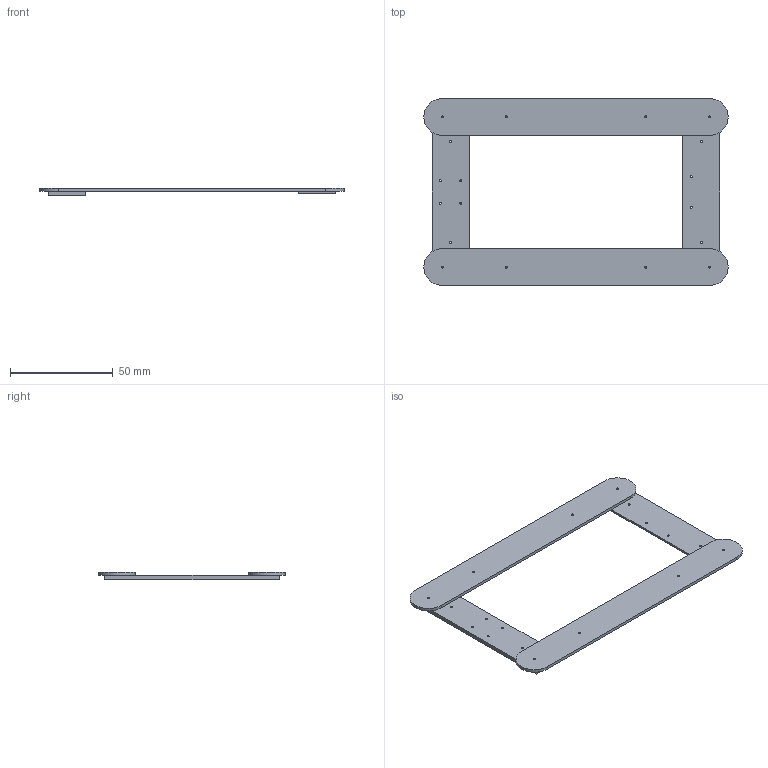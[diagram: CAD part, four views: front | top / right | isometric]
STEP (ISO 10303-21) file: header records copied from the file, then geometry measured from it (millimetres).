
FILE_DESCRIPTION(/* description */ (''),/* implementation_level */ '2;1');
FILE_NAME(/* name */ '8d246b43-71e4-402a-8eb8-3ee1310007d8.stp',/* time_stamp */ '2021-10-22T07:13:43+00:00',/* author */ (''),/* organization */ (''),/* preprocessor_version */ 'ST-DEVELOPER v18.1',/* originating_system */ 'Autodesk Translation Framework v10.10.0.1391',/* authorisation */ '');
FILE_SCHEMA (('AUTOMOTIVE_DESIGN { 1 0 10303 214 3 1 1 }'));
Length unit declared in the file: millimetre
Products named in the file (4): MiniCat_full_assembly; minicat_body_central_back_COMPONENT; minicat_body_central_front_COMPONENT; minicat_body_long_COMPONENT_2
Assembly tree (4 placements, depth 2):
  MiniCat_full_assembly
    minicat_body_central_back_COMPONENT
    minicat_body_long_COMPONENT_2  x2
    minicat_body_central_front_COMPONENT
Bounding box: 148 x 91 x 3.5 mm (x, y, z)
Volume: 12345.9 mm3; surface area: 18139.3 mm2
Topology: 4 solids, 4 shells, 47 faces, 117 edges, 78 vertices
Faces by surface type: cylinder 27, plane 20
Full cylindrical faces by diameter (mm): 1 x23
Entity records: 1338 total; most frequent: DIRECTION 225, CARTESIAN_POINT 200, ORIENTED_EDGE 186, EDGE_CURVE 93, AXIS2_PLACEMENT_3D 87, EDGE_LOOP 75, VERTEX_POINT 62, LINE 51
